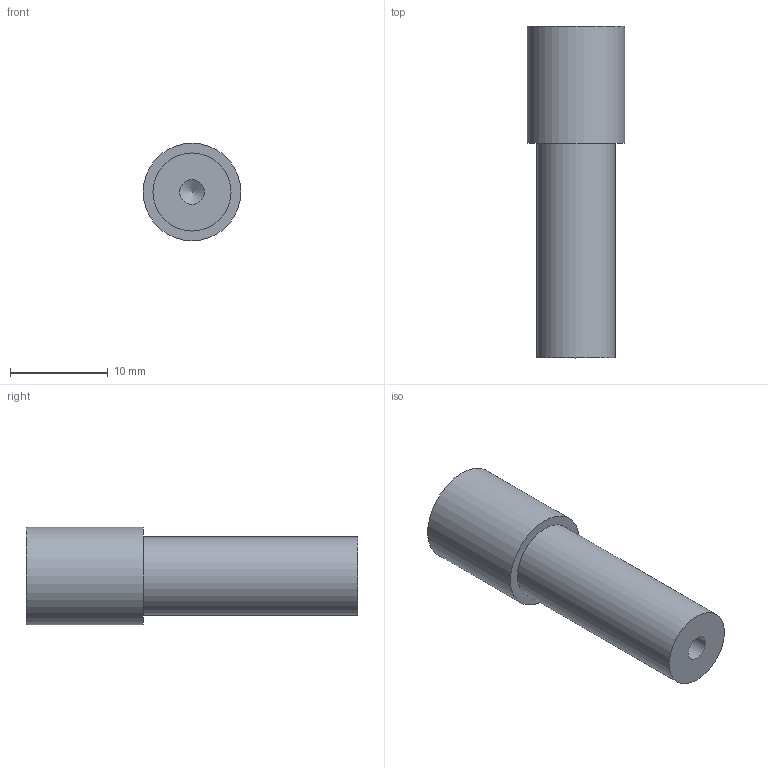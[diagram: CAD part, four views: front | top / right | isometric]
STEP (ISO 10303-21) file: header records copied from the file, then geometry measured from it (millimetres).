
FILE_DESCRIPTION(/* description */ (''),/* implementation_level */ '2;1');
FILE_NAME(/* name */ '从动轮轴3d2.step',/* time_stamp */ '2021-09-07T10:27:33+08:00',/* author */ (''),/* organization */ (''),/* preprocessor_version */ 'ST-DEVELOPER v18.1',/* originating_system */ 'Autodesk Translation Framework v10.10.0.1391',/* authorisation */ '');
FILE_SCHEMA (('AUTOMOTIVE_DESIGN { 1 0 10303 214 3 1 1 }'));
Length unit declared in the file: millimetre
Products named in the file (1): 从动轮轴3d
Bounding box: 10 x 34 x 10 mm (x, y, z)
Volume: 2004.2 mm3; surface area: 1259.2 mm2
Topology: 2 solids, 2 shells, 12 faces, 20 edges, 12 vertices
Faces by surface type: cylinder 5, plane 4, cone 3
Full cylindrical faces by diameter (mm): 2.529 x2, 3 x1, 8 x1, 10 x1
Entity records: 304 total; most frequent: DIRECTION 54, CARTESIAN_POINT 43, ORIENTED_EDGE 36, AXIS2_PLACEMENT_3D 23, EDGE_CURVE 18, EDGE_LOOP 14, FACE_OUTER_BOUND 12, VERTEX_POINT 12
